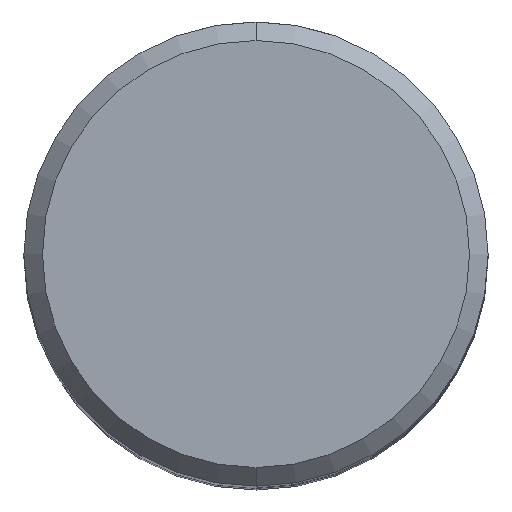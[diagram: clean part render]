
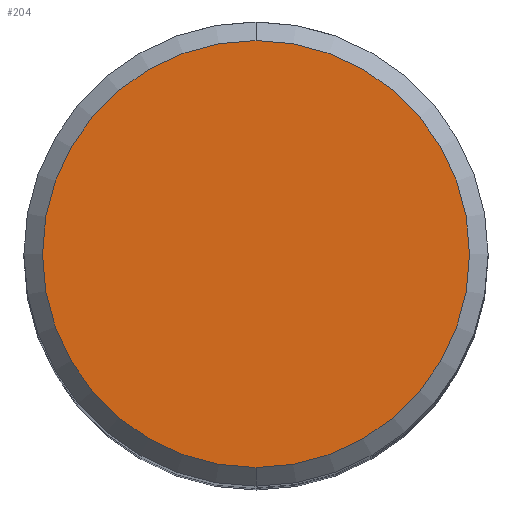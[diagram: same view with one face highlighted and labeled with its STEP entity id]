
A CAD part, top view. The second image highlights one B-rep face of the part: STEP entity #204.
In plain terms, the highlighted planar face has unit normal (0, 0, 1).
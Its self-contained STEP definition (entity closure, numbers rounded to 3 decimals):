
#204=ADVANCED_FACE('',(#501),#502,.T.);
#250=VERTEX_POINT('',#553);
#268=VERTEX_POINT('',#573);
#344=EDGE_CURVE('',#268,#250,#660,.T.);
#402=EDGE_CURVE('',#250,#268,#719,.T.);
#501=FACE_OUTER_BOUND('',#868,.T.);
#502=PLANE('',#869);
#553=CARTESIAN_POINT('',(0.0,11.5,0.0));
#573=CARTESIAN_POINT('',(0.,-11.5,0.0));
#660=CIRCLE('',#1213,11.5);
#719=CIRCLE('',#1473,11.5);
#868=EDGE_LOOP('',(#1596,#1597));
#869=AXIS2_PLACEMENT_3D('',#1598,#1599,#1600);
#1213=AXIS2_PLACEMENT_3D('',#1793,#1794,#1795);
#1473=AXIS2_PLACEMENT_3D('',#1836,#1837,#1838);
#1596=ORIENTED_EDGE('',*,*,#402,.F.);
#1597=ORIENTED_EDGE('',*,*,#344,.F.);
#1598=CARTESIAN_POINT('',(0.0,5.75,0.0));
#1599=DIRECTION('',(-0.0,0.0,1.0));
#1600=DIRECTION('',(0.0,-1.0,0.0));
#1793=CARTESIAN_POINT('',(0.0,0.0,0.0));
#1794=DIRECTION('',(0.0,0.0,-1.0));
#1795=DIRECTION('',(0.0,1.0,0.0));
#1836=CARTESIAN_POINT('',(0.0,0.0,0.0));
#1837=DIRECTION('',(0.0,0.0,-1.0));
#1838=DIRECTION('',(0.0,1.0,0.0));
